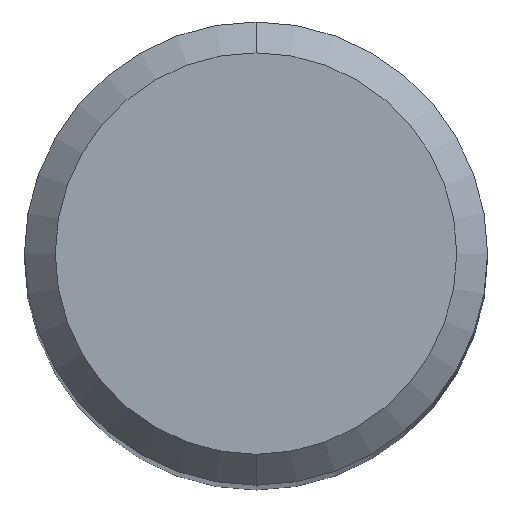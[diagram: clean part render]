
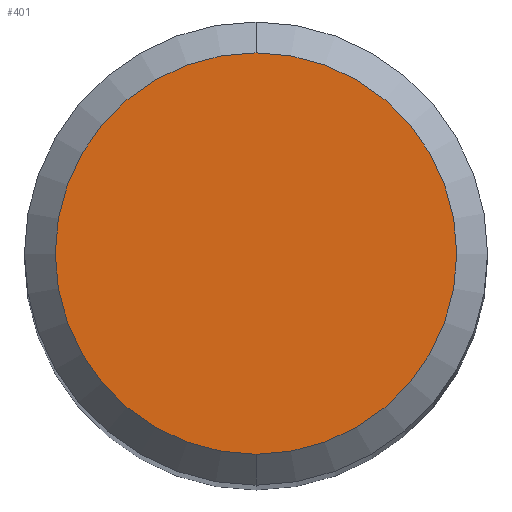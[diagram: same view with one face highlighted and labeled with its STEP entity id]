
A CAD part, top view. The second image highlights one B-rep face of the part: STEP entity #401.
In plain terms, the highlighted planar face has unit normal (0, 0, 1).
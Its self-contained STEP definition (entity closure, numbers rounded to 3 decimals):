
#277=VERTEX_POINT('',#769);
#401=ADVANCED_FACE('',(#906),#907,.T.);
#451=VERTEX_POINT('',#962);
#559=EDGE_CURVE('',#277,#451,#1081,.T.);
#611=EDGE_CURVE('',#451,#277,#1137,.T.);
#769=CARTESIAN_POINT('',(0.,-2.6,0.0));
#906=FACE_OUTER_BOUND('',#2288,.T.);
#907=PLANE('',#2289);
#962=CARTESIAN_POINT('',(0.0,2.6,0.0));
#1081=CIRCLE('',#3579,2.6);
#1137=CIRCLE('',#3794,2.6);
#2288=EDGE_LOOP('',(#5416,#5417));
#2289=AXIS2_PLACEMENT_3D('',#5418,#5419,#5420);
#3579=AXIS2_PLACEMENT_3D('',#5616,#5617,#5618);
#3794=AXIS2_PLACEMENT_3D('',#5676,#5677,#5678);
#5416=ORIENTED_EDGE('',*,*,#611,.F.);
#5417=ORIENTED_EDGE('',*,*,#559,.F.);
#5418=CARTESIAN_POINT('',(0.0,1.3,0.0));
#5419=DIRECTION('',(-0.0,0.0,1.0));
#5420=DIRECTION('',(0.0,-1.0,0.0));
#5616=CARTESIAN_POINT('',(0.0,0.0,0.0));
#5617=DIRECTION('',(0.0,0.0,-1.0));
#5618=DIRECTION('',(0.0,1.0,0.0));
#5676=CARTESIAN_POINT('',(0.0,0.0,0.0));
#5677=DIRECTION('',(0.0,0.0,-1.0));
#5678=DIRECTION('',(0.0,1.0,0.0));
